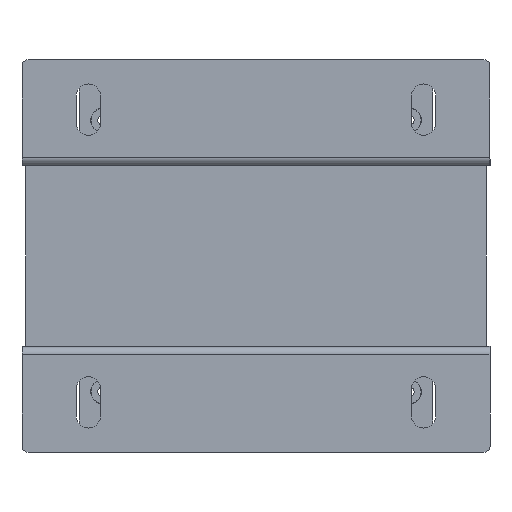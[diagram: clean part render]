
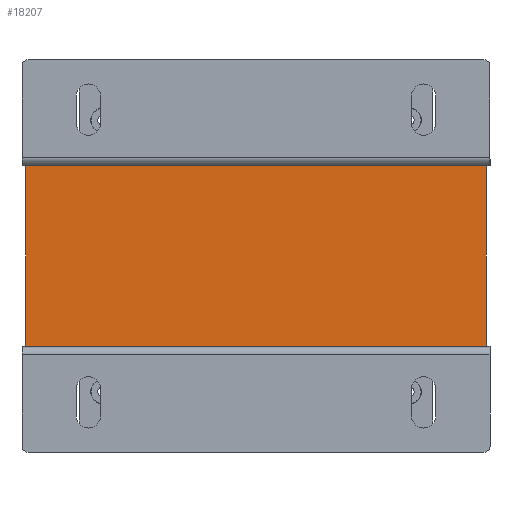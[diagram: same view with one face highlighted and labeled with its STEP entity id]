
A CAD part, front view. The second image highlights one B-rep face of the part: STEP entity #18207.
In plain terms, the highlighted planar face has unit normal (0, -1, 0).
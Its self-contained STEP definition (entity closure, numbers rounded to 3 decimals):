
#14252 = VECTOR ( 'NONE', #118761, 1000. ) ;
#18207 = ADVANCED_FACE ( 'NONE', ( #51697 ), #78021, .F. ) ;
#20392 = LINE ( 'NONE', #69307, #109049 ) ;
#23852 = CARTESIAN_POINT ( 'NONE',  ( -87.101, -63.5, 0. ) ) ;
#26550 = EDGE_CURVE ( 'NONE', #102309, #38399, #89413, .T. ) ;
#26782 = VERTEX_POINT ( 'NONE', #48544 ) ;
#28363 = VECTOR ( 'NONE', #34936, 1000. ) ;
#33359 = VERTEX_POINT ( 'NONE', #118478 ) ;
#34059 = LINE ( 'NONE', #84403, #14252 ) ;
#34936 = DIRECTION ( 'NONE',  ( 0., 0., -1. ) ) ;
#35265 = EDGE_CURVE ( 'NONE', #33359, #26782, #95673, .T. ) ;
#38399 = VERTEX_POINT ( 'NONE', #23852 ) ;
#42233 = DIRECTION ( 'NONE',  ( 0., 0., -1. ) ) ;
#48279 = ORIENTED_EDGE ( 'NONE', *, *, #35265, .F. ) ;
#48544 = CARTESIAN_POINT ( 'NONE',  ( 65.299, -63.5, 0. ) ) ;
#51697 = FACE_OUTER_BOUND ( 'NONE', #100367, .T. ) ;
#64655 = ORIENTED_EDGE ( 'NONE', *, *, #26550, .T. ) ;
#69307 = CARTESIAN_POINT ( 'NONE',  ( -87.101, -63.5, 0. ) ) ;
#73644 = EDGE_CURVE ( 'NONE', #38399, #26782, #20392, .T. ) ;
#78021 = PLANE ( 'NONE',  #127445 ) ;
#80336 = CARTESIAN_POINT ( 'NONE',  ( -87.101, -63.5, 59.944 ) ) ;
#84403 = CARTESIAN_POINT ( 'NONE',  ( -87.101, -63.5, 59.944 ) ) ;
#89413 = LINE ( 'NONE', #139819, #93930 ) ;
#91538 = DIRECTION ( 'NONE',  ( 0., 1., 0. ) ) ;
#93930 = VECTOR ( 'NONE', #42233, 1000. ) ;
#95673 = LINE ( 'NONE', #105360, #28363 ) ;
#97600 = EDGE_CURVE ( 'NONE', #102309, #33359, #34059, .T. ) ;
#100367 = EDGE_LOOP ( 'NONE', ( #138777, #48279, #148887, #64655 ) ) ;
#102309 = VERTEX_POINT ( 'NONE', #127627 ) ;
#105360 = CARTESIAN_POINT ( 'NONE',  ( 65.299, -63.5, 59.944 ) ) ;
#109049 = VECTOR ( 'NONE', #156572, 1000. ) ;
#117911 = DIRECTION ( 'NONE',  ( 0., 0., 1. ) ) ;
#118478 = CARTESIAN_POINT ( 'NONE',  ( 65.299, -63.5, 59.944 ) ) ;
#118761 = DIRECTION ( 'NONE',  ( 1., 0., 0. ) ) ;
#127445 = AXIS2_PLACEMENT_3D ( 'NONE', #80336, #91538, #117911 ) ;
#127627 = CARTESIAN_POINT ( 'NONE',  ( -87.101, -63.5, 59.944 ) ) ;
#138777 = ORIENTED_EDGE ( 'NONE', *, *, #73644, .T. ) ;
#139819 = CARTESIAN_POINT ( 'NONE',  ( -87.101, -63.5, 59.944 ) ) ;
#148887 = ORIENTED_EDGE ( 'NONE', *, *, #97600, .F. ) ;
#156572 = DIRECTION ( 'NONE',  ( 1., 0., 0. ) ) ;
